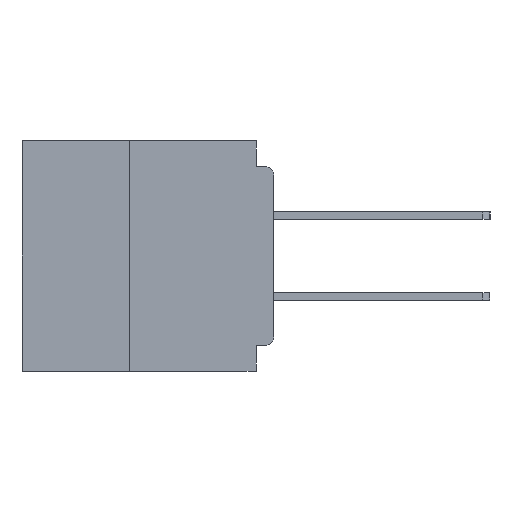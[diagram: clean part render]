
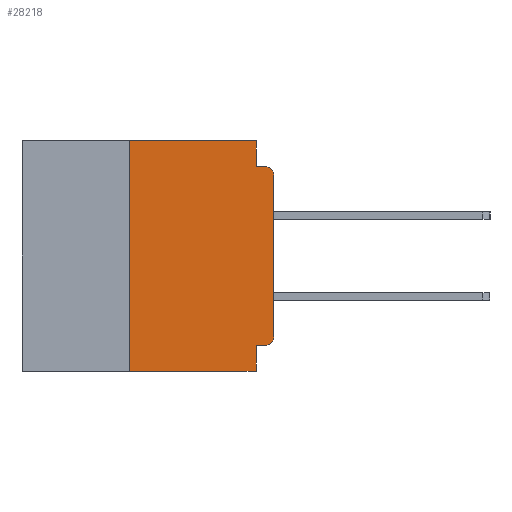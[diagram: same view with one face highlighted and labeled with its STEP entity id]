
A CAD part, left-side view. The second image highlights one B-rep face of the part: STEP entity #28218.
In plain terms, the highlighted planar face has unit normal (-1, 0, 0).
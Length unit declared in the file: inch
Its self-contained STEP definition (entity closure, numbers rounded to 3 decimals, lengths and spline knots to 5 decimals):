
#510 = AXIS2_PLACEMENT_3D ( 'NONE', #29835, #2094, #34436 ) ;
#957 = EDGE_CURVE ( 'NONE', #59254, #41715, #53750, .T. ) ;
#1774 = ORIENTED_EDGE ( 'NONE', *, *, #34486, .T. ) ;
#2094 = DIRECTION ( 'NONE',  ( -1., 0., 0. ) ) ;
#3096 = ORIENTED_EDGE ( 'NONE', *, *, #53783, .T. ) ;
#4851 = ORIENTED_EDGE ( 'NONE', *, *, #38219, .F. ) ;
#4917 = CARTESIAN_POINT ( 'NONE',  ( 0., 0.031, 0. ) ) ;
#6050 = VECTOR ( 'NONE', #36643, 39.37008 ) ;
#7479 = LINE ( 'NONE', #32022, #6050 ) ;
#7495 = CARTESIAN_POINT ( 'NONE',  ( 0., 0.031, -0.045 ) ) ;
#7946 = CARTESIAN_POINT ( 'NONE',  ( 0., 0.031, -0.355 ) ) ;
#8786 = LINE ( 'NONE', #33335, #42760 ) ;
#9554 = EDGE_CURVE ( 'NONE', #58234, #59254, #12405, .T. ) ;
#9562 = DIRECTION ( 'NONE',  ( 0., 0., 1. ) ) ;
#11043 = LINE ( 'NONE', #16251, #34216 ) ;
#12256 = VERTEX_POINT ( 'NONE', #18254 ) ;
#12405 = CIRCLE ( 'NONE', #12870, 0.015 ) ;
#12523 = CARTESIAN_POINT ( 'NONE',  ( 0., 0., -0.34 ) ) ;
#12870 = AXIS2_PLACEMENT_3D ( 'NONE', #20562, #52839, #25234 ) ;
#15346 = LINE ( 'NONE', #16944, #38460 ) ;
#16251 = CARTESIAN_POINT ( 'NONE',  ( 0., 0., -0.355 ) ) ;
#16335 = ORIENTED_EDGE ( 'NONE', *, *, #21601, .F. ) ;
#16944 = CARTESIAN_POINT ( 'NONE',  ( 0., 0., -0.045 ) ) ;
#18254 = CARTESIAN_POINT ( 'NONE',  ( 0., 0.031, -0.4 ) ) ;
#19527 = EDGE_CURVE ( 'NONE', #58234, #19701, #11043, .T. ) ;
#19701 = VERTEX_POINT ( 'NONE', #7946 ) ;
#20279 = PLANE ( 'NONE',  #35178 ) ;
#20562 = CARTESIAN_POINT ( 'NONE',  ( 0., 0.015, -0.34 ) ) ;
#21601 = EDGE_CURVE ( 'NONE', #46826, #53951, #27405, .T. ) ;
#22025 = CIRCLE ( 'NONE', #510, 0.015 ) ;
#23339 = CARTESIAN_POINT ( 'NONE',  ( 0., 0.015, -0.045 ) ) ;
#25234 = DIRECTION ( 'NONE',  ( 0., 0., -1. ) ) ;
#25354 = ORIENTED_EDGE ( 'NONE', *, *, #58620, .F. ) ;
#25577 = DIRECTION ( 'NONE',  ( 0., 1., 0. ) ) ;
#26585 = CARTESIAN_POINT ( 'NONE',  ( 0., 0.25, -0.4 ) ) ;
#27405 = LINE ( 'NONE', #27988, #28844 ) ;
#27522 = EDGE_LOOP ( 'NONE', ( #37194, #3096, #55295, #33209, #4851, #16335, #1774, #25354, #37416, #41439 ) ) ;
#27988 = CARTESIAN_POINT ( 'NONE',  ( 0., 0.25, -0.4 ) ) ;
#28218 = ADVANCED_FACE ( 'NONE', ( #49704 ), #20279, .F. ) ;
#28844 = VECTOR ( 'NONE', #9562, 39.37008 ) ;
#29608 = DIRECTION ( 'NONE',  ( 0., 0., -1. ) ) ;
#29835 = CARTESIAN_POINT ( 'NONE',  ( 0., 0.015, -0.06 ) ) ;
#31215 = CARTESIAN_POINT ( 'NONE',  ( 0., 0.031, -0.4 ) ) ;
#31345 = CARTESIAN_POINT ( 'NONE',  ( 0., 0., 0. ) ) ;
#31853 = VECTOR ( 'NONE', #45026, 39.37008 ) ;
#32022 = CARTESIAN_POINT ( 'NONE',  ( 0., 0.437, 0. ) ) ;
#32114 = VECTOR ( 'NONE', #45117, 39.37008 ) ;
#33209 = ORIENTED_EDGE ( 'NONE', *, *, #45845, .F. ) ;
#33335 = CARTESIAN_POINT ( 'NONE',  ( 0., 0.031, 0. ) ) ;
#34216 = VECTOR ( 'NONE', #25577, 39.37008 ) ;
#34436 = DIRECTION ( 'NONE',  ( 0., 0., -1. ) ) ;
#34486 = EDGE_CURVE ( 'NONE', #46826, #12256, #54934, .T. ) ;
#35178 = AXIS2_PLACEMENT_3D ( 'NONE', #52571, #57178, #29608 ) ;
#35506 = DIRECTION ( 'NONE',  ( 0., -1., 0. ) ) ;
#36643 = DIRECTION ( 'NONE',  ( 0., -1., 0. ) ) ;
#37194 = ORIENTED_EDGE ( 'NONE', *, *, #957, .T. ) ;
#37416 = ORIENTED_EDGE ( 'NONE', *, *, #19527, .F. ) ;
#37960 = DIRECTION ( 'NONE',  ( 0., 0., -1. ) ) ;
#38219 = EDGE_CURVE ( 'NONE', #53951, #43177, #7479, .T. ) ;
#38460 = VECTOR ( 'NONE', #35506, 39.37008 ) ;
#41345 = CARTESIAN_POINT ( 'NONE',  ( 0., 0., -0.06 ) ) ;
#41439 = ORIENTED_EDGE ( 'NONE', *, *, #9554, .T. ) ;
#41715 = VERTEX_POINT ( 'NONE', #41345 ) ;
#42129 = CARTESIAN_POINT ( 'NONE',  ( 0., 0.015, -0.355 ) ) ;
#42760 = VECTOR ( 'NONE', #37960, 39.37008 ) ;
#43165 = VERTEX_POINT ( 'NONE', #23339 ) ;
#43177 = VERTEX_POINT ( 'NONE', #4917 ) ;
#44369 = LINE ( 'NONE', #31215, #32114 ) ;
#44822 = CARTESIAN_POINT ( 'NONE',  ( 0., 0.437, -0.4 ) ) ;
#44931 = CARTESIAN_POINT ( 'NONE',  ( 0., 0.25, 0. ) ) ;
#45026 = DIRECTION ( 'NONE',  ( 0., -1., 0. ) ) ;
#45117 = DIRECTION ( 'NONE',  ( 0., 0., -1. ) ) ;
#45471 = VERTEX_POINT ( 'NONE', #7495 ) ;
#45845 = EDGE_CURVE ( 'NONE', #43177, #45471, #8786, .T. ) ;
#46826 = VERTEX_POINT ( 'NONE', #26585 ) ;
#49704 = FACE_OUTER_BOUND ( 'NONE', #27522, .T. ) ;
#50877 = DIRECTION ( 'NONE',  ( 0., 0., 1. ) ) ;
#52316 = VECTOR ( 'NONE', #50877, 39.37008 ) ;
#52571 = CARTESIAN_POINT ( 'NONE',  ( 0., 0.437, 0. ) ) ;
#52839 = DIRECTION ( 'NONE',  ( -1., 0., 0. ) ) ;
#53750 = LINE ( 'NONE', #31345, #52316 ) ;
#53783 = EDGE_CURVE ( 'NONE', #41715, #43165, #22025, .T. ) ;
#53951 = VERTEX_POINT ( 'NONE', #44931 ) ;
#54934 = LINE ( 'NONE', #44822, #31853 ) ;
#55095 = EDGE_CURVE ( 'NONE', #45471, #43165, #15346, .T. ) ;
#55295 = ORIENTED_EDGE ( 'NONE', *, *, #55095, .F. ) ;
#57178 = DIRECTION ( 'NONE',  ( 1., 0., 0. ) ) ;
#58234 = VERTEX_POINT ( 'NONE', #42129 ) ;
#58620 = EDGE_CURVE ( 'NONE', #19701, #12256, #44369, .T. ) ;
#59254 = VERTEX_POINT ( 'NONE', #12523 ) ;
